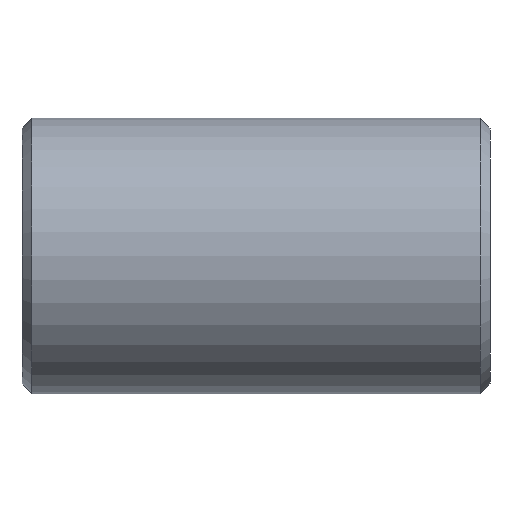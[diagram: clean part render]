
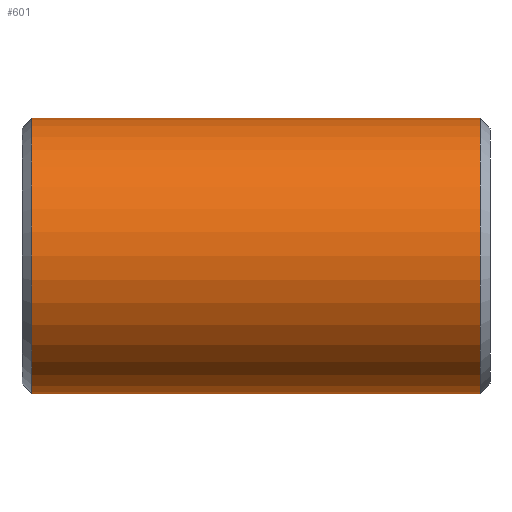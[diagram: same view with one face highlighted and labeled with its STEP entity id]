
A CAD part, front view. The second image highlights one B-rep face of the part: STEP entity #601.
In plain terms, the highlighted cylindrical face has radius 84.138 mm (diameter 168.275 mm), a partial arc.
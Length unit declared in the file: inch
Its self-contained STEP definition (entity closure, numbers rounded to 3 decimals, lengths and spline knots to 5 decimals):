
#3 = EDGE_CURVE ( 'NONE', #404, #401, #306, .T. ) ;
#7 = AXIS2_PLACEMENT_3D ( 'NONE', #429, #692, #623 ) ;
#24 = AXIS2_PLACEMENT_3D ( 'NONE', #598, #709, #110 ) ;
#25 = CARTESIAN_POINT ( 'NONE',  ( 5.62, 0., 3.3125 ) ) ;
#43 = CIRCLE ( 'NONE', #7, 3.3125 ) ;
#56 = VERTEX_POINT ( 'NONE', #255 ) ;
#65 = DIRECTION ( 'NONE',  ( 0., 0., -1. ) ) ;
#69 = CARTESIAN_POINT ( 'NONE',  ( 5.38033, 0., 3.3125 ) ) ;
#85 = CARTESIAN_POINT ( 'NONE',  ( 5.38033, 0., -3.3125 ) ) ;
#88 = ORIENTED_EDGE ( 'NONE', *, *, #246, .T. ) ;
#110 = DIRECTION ( 'NONE',  ( 0., 0., 1. ) ) ;
#137 = EDGE_LOOP ( 'NONE', ( #527, #154, #454, #88 ) ) ;
#154 = ORIENTED_EDGE ( 'NONE', *, *, #3, .T. ) ;
#175 = VECTOR ( 'NONE', #496, 39.37008 ) ;
#231 = AXIS2_PLACEMENT_3D ( 'NONE', #772, #540, #65 ) ;
#246 = EDGE_CURVE ( 'NONE', #56, #756, #43, .T. ) ;
#255 = CARTESIAN_POINT ( 'NONE',  ( -5.38033, 0., 3.3125 ) ) ;
#271 = CARTESIAN_POINT ( 'NONE',  ( 5.62, 0., -3.3125 ) ) ;
#298 = LINE ( 'NONE', #25, #175 ) ;
#306 = CIRCLE ( 'NONE', #231, 3.3125 ) ;
#350 = CARTESIAN_POINT ( 'NONE',  ( -5.38033, 0., -3.3125 ) ) ;
#355 = EDGE_CURVE ( 'NONE', #401, #56, #298, .T. ) ;
#357 = CYLINDRICAL_SURFACE ( 'NONE', #24, 3.3125 ) ;
#381 = EDGE_CURVE ( 'NONE', #404, #756, #563, .T. ) ;
#401 = VERTEX_POINT ( 'NONE', #69 ) ;
#404 = VERTEX_POINT ( 'NONE', #85 ) ;
#414 = FACE_OUTER_BOUND ( 'NONE', #137, .T. ) ;
#429 = CARTESIAN_POINT ( 'NONE',  ( -5.38033, 0., 0. ) ) ;
#451 = VECTOR ( 'NONE', #574, 39.37008 ) ;
#454 = ORIENTED_EDGE ( 'NONE', *, *, #355, .T. ) ;
#496 = DIRECTION ( 'NONE',  ( -1., 0., 0. ) ) ;
#527 = ORIENTED_EDGE ( 'NONE', *, *, #381, .F. ) ;
#540 = DIRECTION ( 'NONE',  ( -1., 0., 0. ) ) ;
#563 = LINE ( 'NONE', #271, #451 ) ;
#574 = DIRECTION ( 'NONE',  ( -1., 0., 0. ) ) ;
#598 = CARTESIAN_POINT ( 'NONE',  ( 5.62, 0., 0. ) ) ;
#601 = ADVANCED_FACE ( 'NONE', ( #414 ), #357, .T. ) ;
#623 = DIRECTION ( 'NONE',  ( 0., 0., 1. ) ) ;
#692 = DIRECTION ( 'NONE',  ( 1., 0., 0. ) ) ;
#709 = DIRECTION ( 'NONE',  ( -1., 0., 0. ) ) ;
#756 = VERTEX_POINT ( 'NONE', #350 ) ;
#772 = CARTESIAN_POINT ( 'NONE',  ( 5.38033, 0., 0. ) ) ;
